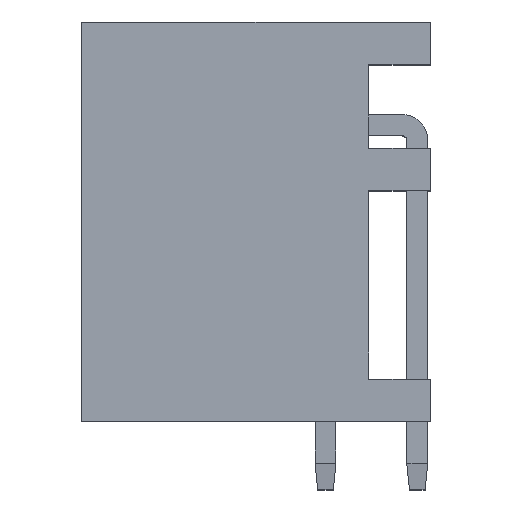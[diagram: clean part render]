
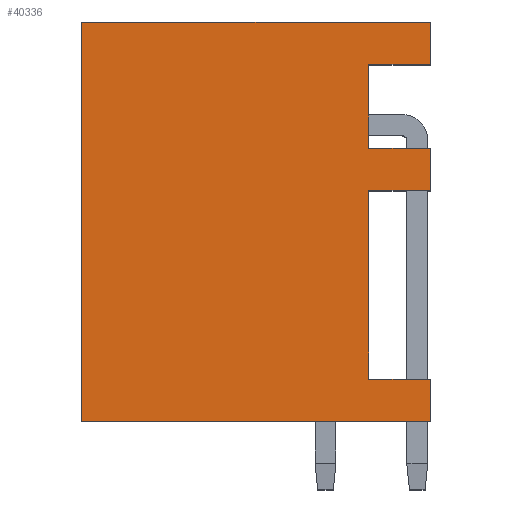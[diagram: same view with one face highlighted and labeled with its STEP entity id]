
A CAD part, top view. The second image highlights one B-rep face of the part: STEP entity #40336.
In plain terms, the highlighted planar face has unit normal (0, 0, 1).
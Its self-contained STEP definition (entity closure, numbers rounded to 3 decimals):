
#1604=DIRECTION('',(0.,-1.,0.));
#1605=VECTOR('',#1604,15.2);
#1606=CARTESIAN_POINT('',(-6.65,7.6,9.05));
#1607=LINE('',#1606,#1605);
#1611=DIRECTION('',(-1.,0.,0.));
#1612=VECTOR('',#1611,13.3);
#1613=CARTESIAN_POINT('',(6.65,7.6,9.05));
#1614=LINE('',#1613,#1612);
#1618=DIRECTION('',(0.,1.,0.));
#1619=VECTOR('',#1618,1.6);
#1620=CARTESIAN_POINT('',(6.65,6.,9.05));
#1621=LINE('',#1620,#1619);
#1625=DIRECTION('',(1.,0.,0.));
#1626=VECTOR('',#1625,2.35);
#1627=CARTESIAN_POINT('',(4.3,6.,9.05));
#1628=LINE('',#1627,#1626);
#1632=DIRECTION('',(0.,1.,0.));
#1633=VECTOR('',#1632,3.2);
#1634=CARTESIAN_POINT('',(4.3,2.8,9.05));
#1635=LINE('',#1634,#1633);
#1639=DIRECTION('',(-1.,0.,0.));
#1640=VECTOR('',#1639,2.35);
#1641=CARTESIAN_POINT('',(6.65,2.8,9.05));
#1642=LINE('',#1641,#1640);
#1646=DIRECTION('',(0.,1.,0.));
#1647=VECTOR('',#1646,1.6);
#1648=CARTESIAN_POINT('',(6.65,1.2,9.05));
#1649=LINE('',#1648,#1647);
#1653=DIRECTION('',(1.,0.,0.));
#1654=VECTOR('',#1653,2.35);
#1655=CARTESIAN_POINT('',(4.3,1.2,9.05));
#1656=LINE('',#1655,#1654);
#1660=DIRECTION('',(0.,1.,0.));
#1661=VECTOR('',#1660,7.2);
#1662=CARTESIAN_POINT('',(4.3,-6.,9.05));
#1663=LINE('',#1662,#1661);
#1667=DIRECTION('',(-1.,0.,0.));
#1668=VECTOR('',#1667,2.35);
#1669=CARTESIAN_POINT('',(6.65,-6.,9.05));
#1670=LINE('',#1669,#1668);
#1674=DIRECTION('',(0.,1.,0.));
#1675=VECTOR('',#1674,1.6);
#1676=CARTESIAN_POINT('',(6.65,-7.6,9.05));
#1677=LINE('',#1676,#1675);
#1681=DIRECTION('',(1.,0.,0.));
#1682=VECTOR('',#1681,13.3);
#1683=CARTESIAN_POINT('',(-6.65,-7.6,9.05));
#1684=LINE('',#1683,#1682);
#33319=CARTESIAN_POINT('',(-6.65,7.6,9.05));
#33320=CARTESIAN_POINT('',(-6.65,-7.6,9.05));
#33321=VERTEX_POINT('',#33319);
#33322=VERTEX_POINT('',#33320);
#33323=CARTESIAN_POINT('',(6.65,-7.6,9.05));
#33324=VERTEX_POINT('',#33323);
#33325=CARTESIAN_POINT('',(6.65,-6.,9.05));
#33326=VERTEX_POINT('',#33325);
#33327=CARTESIAN_POINT('',(4.3,-6.,9.05));
#33328=VERTEX_POINT('',#33327);
#33329=CARTESIAN_POINT('',(4.3,1.2,9.05));
#33330=VERTEX_POINT('',#33329);
#33331=CARTESIAN_POINT('',(6.65,1.2,9.05));
#33332=VERTEX_POINT('',#33331);
#33333=CARTESIAN_POINT('',(6.65,2.8,9.05));
#33334=VERTEX_POINT('',#33333);
#33335=CARTESIAN_POINT('',(4.3,2.8,9.05));
#33336=VERTEX_POINT('',#33335);
#33337=CARTESIAN_POINT('',(4.3,6.,9.05));
#33338=VERTEX_POINT('',#33337);
#33339=CARTESIAN_POINT('',(6.65,6.,9.05));
#33340=VERTEX_POINT('',#33339);
#33341=CARTESIAN_POINT('',(6.65,7.6,9.05));
#33342=VERTEX_POINT('',#33341);
#40307=CARTESIAN_POINT('',(0.,0.,9.05));
#40308=DIRECTION('',(0.,0.,1.));
#40309=DIRECTION('',(1.,0.,0.));
#40310=AXIS2_PLACEMENT_3D('',#40307,#40308,#40309);
#40311=PLANE('',#40310);
#40312=ORIENTED_EDGE('',*,*,#39647,.F.);
#40314=ORIENTED_EDGE('',*,*,#40313,.F.);
#40316=ORIENTED_EDGE('',*,*,#40315,.F.);
#40318=ORIENTED_EDGE('',*,*,#40317,.F.);
#40320=ORIENTED_EDGE('',*,*,#40319,.F.);
#40322=ORIENTED_EDGE('',*,*,#40321,.F.);
#40324=ORIENTED_EDGE('',*,*,#40323,.F.);
#40326=ORIENTED_EDGE('',*,*,#40325,.F.);
#40328=ORIENTED_EDGE('',*,*,#40327,.F.);
#40330=ORIENTED_EDGE('',*,*,#40329,.F.);
#40332=ORIENTED_EDGE('',*,*,#40331,.F.);
#40333=ORIENTED_EDGE('',*,*,#40189,.F.);
#40334=EDGE_LOOP('',(#40312,#40314,#40316,#40318,#40320,#40322,#40324,#40326,
#40328,#40330,#40332,#40333));
#40335=FACE_OUTER_BOUND('',#40334,.F.);
#39647=EDGE_CURVE('',#33321,#33322,#1607,.T.);
#40189=EDGE_CURVE('',#33322,#33324,#1684,.T.);
#40313=EDGE_CURVE('',#33342,#33321,#1614,.T.);
#40315=EDGE_CURVE('',#33340,#33342,#1621,.T.);
#40317=EDGE_CURVE('',#33338,#33340,#1628,.T.);
#40319=EDGE_CURVE('',#33336,#33338,#1635,.T.);
#40321=EDGE_CURVE('',#33334,#33336,#1642,.T.);
#40323=EDGE_CURVE('',#33332,#33334,#1649,.T.);
#40325=EDGE_CURVE('',#33330,#33332,#1656,.T.);
#40327=EDGE_CURVE('',#33328,#33330,#1663,.T.);
#40329=EDGE_CURVE('',#33326,#33328,#1670,.T.);
#40331=EDGE_CURVE('',#33324,#33326,#1677,.T.);
#40336=ADVANCED_FACE('',(#40335),#40311,.T.);
